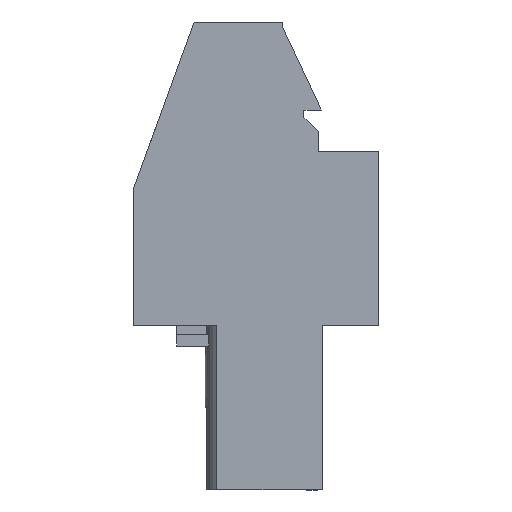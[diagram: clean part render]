
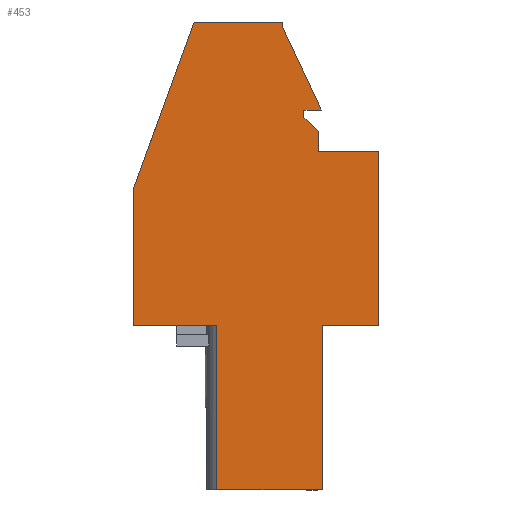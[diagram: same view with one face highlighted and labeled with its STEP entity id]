
A CAD part, left-side view. The second image highlights one B-rep face of the part: STEP entity #453.
In plain terms, the highlighted planar face has unit normal (-1, 0, 0).
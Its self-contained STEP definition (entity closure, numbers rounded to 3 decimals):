
#337=AXIS2_PLACEMENT_3D('Plane Axis2P3D',#334,#335,#336) ;
#49=CARTESIAN_POINT('Vertex',(0.,2.711,7.95)) ;
#52=CARTESIAN_POINT('Line Origine',(0.,2.711,3.975)) ;
#56=CARTESIAN_POINT('Vertex',(0.,2.711,0.)) ;
#107=CARTESIAN_POINT('Line Origine',(0.,1.356,7.95)) ;
#111=CARTESIAN_POINT('Vertex',(0.,0.,7.95)) ;
#334=CARTESIAN_POINT('Axis2P3D Location',(0.,12.132,0.)) ;
#339=CARTESIAN_POINT('Line Origine',(0.,5.261,0.)) ;
#343=CARTESIAN_POINT('Vertex',(0.,7.811,0.)) ;
#346=CARTESIAN_POINT('Line Origine',(0.,0.,12.15)) ;
#350=CARTESIAN_POINT('Vertex',(0.,0.,16.35)) ;
#353=CARTESIAN_POINT('Line Origine',(0.,1.45,16.35)) ;
#357=CARTESIAN_POINT('Vertex',(0.,2.9,16.35)) ;
#360=CARTESIAN_POINT('Line Origine',(0.,2.9,16.825)) ;
#364=CARTESIAN_POINT('Vertex',(0.,2.9,17.3)) ;
#367=CARTESIAN_POINT('Line Origine',(0.,3.25,17.65)) ;
#371=CARTESIAN_POINT('Vertex',(0.,3.6,18.)) ;
#374=CARTESIAN_POINT('Line Origine',(0.,3.6,18.175)) ;
#378=CARTESIAN_POINT('Vertex',(0.,3.6,18.35)) ;
#381=CARTESIAN_POINT('Line Origine',(0.,3.18,18.35)) ;
#385=CARTESIAN_POINT('Vertex',(0.,2.76,18.35)) ;
#388=CARTESIAN_POINT('Line Origine',(0.,3.704,20.375)) ;
#392=CARTESIAN_POINT('Vertex',(0.,4.649,22.4)) ;
#395=CARTESIAN_POINT('Line Origine',(0.,4.649,22.5)) ;
#399=CARTESIAN_POINT('Vertex',(0.,4.649,22.6)) ;
#402=CARTESIAN_POINT('Line Origine',(0.,6.778,22.6)) ;
#406=CARTESIAN_POINT('Vertex',(0.,8.908,22.6)) ;
#409=CARTESIAN_POINT('Line Origine',(0.,10.369,18.586)) ;
#413=CARTESIAN_POINT('Vertex',(0.,11.83,14.572)) ;
#416=CARTESIAN_POINT('Line Origine',(0.,11.83,11.261)) ;
#420=CARTESIAN_POINT('Vertex',(0.,11.83,7.95)) ;
#423=CARTESIAN_POINT('Line Origine',(0.,9.821,7.95)) ;
#427=CARTESIAN_POINT('Vertex',(0.,7.811,7.95)) ;
#430=CARTESIAN_POINT('Line Origine',(0.,7.811,3.975)) ;
#53=DIRECTION('Vector Direction',(0.,0.,1.)) ;
#108=DIRECTION('Vector Direction',(0.,1.,0.)) ;
#335=DIRECTION('Axis2P3D Direction',(-1.,0.,0.)) ;
#336=DIRECTION('Axis2P3D XDirection',(0.,-1.,0.)) ;
#340=DIRECTION('Vector Direction',(0.,1.,0.)) ;
#347=DIRECTION('Vector Direction',(0.,0.,1.)) ;
#354=DIRECTION('Vector Direction',(0.,1.,0.)) ;
#361=DIRECTION('Vector Direction',(0.,0.,1.)) ;
#368=DIRECTION('Vector Direction',(0.,0.707,0.707)) ;
#375=DIRECTION('Vector Direction',(0.,0.,1.)) ;
#382=DIRECTION('Vector Direction',(0.,-1.,0.)) ;
#389=DIRECTION('Vector Direction',(0.,0.423,0.906)) ;
#396=DIRECTION('Vector Direction',(0.,0.,1.)) ;
#403=DIRECTION('Vector Direction',(0.,1.,0.)) ;
#410=DIRECTION('Vector Direction',(0.,0.342,-0.94)) ;
#417=DIRECTION('Vector Direction',(0.,0.,1.)) ;
#424=DIRECTION('Vector Direction',(0.,-1.,0.)) ;
#431=DIRECTION('Vector Direction',(0.,0.,-1.)) ;
#54=VECTOR('Line Direction',#53,1.) ;
#109=VECTOR('Line Direction',#108,1.) ;
#341=VECTOR('Line Direction',#340,1.) ;
#348=VECTOR('Line Direction',#347,1.) ;
#355=VECTOR('Line Direction',#354,1.) ;
#362=VECTOR('Line Direction',#361,1.) ;
#369=VECTOR('Line Direction',#368,1.) ;
#376=VECTOR('Line Direction',#375,1.) ;
#383=VECTOR('Line Direction',#382,1.) ;
#390=VECTOR('Line Direction',#389,1.) ;
#397=VECTOR('Line Direction',#396,1.) ;
#404=VECTOR('Line Direction',#403,1.) ;
#411=VECTOR('Line Direction',#410,1.) ;
#418=VECTOR('Line Direction',#417,1.) ;
#425=VECTOR('Line Direction',#424,1.) ;
#432=VECTOR('Line Direction',#431,1.) ;
#436=ORIENTED_EDGE('',*,*,#345,.T.) ;
#437=ORIENTED_EDGE('',*,*,#58,.T.) ;
#438=ORIENTED_EDGE('',*,*,#113,.T.) ;
#439=ORIENTED_EDGE('',*,*,#352,.T.) ;
#440=ORIENTED_EDGE('',*,*,#359,.T.) ;
#441=ORIENTED_EDGE('',*,*,#366,.T.) ;
#442=ORIENTED_EDGE('',*,*,#373,.T.) ;
#443=ORIENTED_EDGE('',*,*,#380,.T.) ;
#444=ORIENTED_EDGE('',*,*,#387,.T.) ;
#445=ORIENTED_EDGE('',*,*,#394,.T.) ;
#446=ORIENTED_EDGE('',*,*,#401,.T.) ;
#447=ORIENTED_EDGE('',*,*,#408,.T.) ;
#448=ORIENTED_EDGE('',*,*,#415,.T.) ;
#449=ORIENTED_EDGE('',*,*,#422,.T.) ;
#450=ORIENTED_EDGE('',*,*,#429,.F.) ;
#451=ORIENTED_EDGE('',*,*,#434,.T.) ;
#453=ADVANCED_FACE('HOUSING',(#452),#338,.T.) ;
#58=EDGE_CURVE('',#57,#50,#55,.T.) ;
#113=EDGE_CURVE('',#50,#112,#110,.F.) ;
#345=EDGE_CURVE('',#344,#57,#342,.F.) ;
#352=EDGE_CURVE('',#112,#351,#349,.T.) ;
#359=EDGE_CURVE('',#351,#358,#356,.T.) ;
#366=EDGE_CURVE('',#358,#365,#363,.T.) ;
#373=EDGE_CURVE('',#365,#372,#370,.T.) ;
#380=EDGE_CURVE('',#372,#379,#377,.T.) ;
#387=EDGE_CURVE('',#379,#386,#384,.T.) ;
#394=EDGE_CURVE('',#386,#393,#391,.T.) ;
#401=EDGE_CURVE('',#393,#400,#398,.T.) ;
#408=EDGE_CURVE('',#400,#407,#405,.T.) ;
#415=EDGE_CURVE('',#407,#414,#412,.T.) ;
#422=EDGE_CURVE('',#414,#421,#419,.F.) ;
#429=EDGE_CURVE('',#428,#421,#426,.F.) ;
#434=EDGE_CURVE('',#428,#344,#433,.T.) ;
#435=EDGE_LOOP('',(#436,#437,#438,#439,#440,#441,#442,#443,#444,#445,#446,#447,#448,#449,#450,#451)) ;
#452=FACE_OUTER_BOUND('',#435,.T.) ;
#55=LINE('Line',#52,#54) ;
#110=LINE('Line',#107,#109) ;
#342=LINE('Line',#339,#341) ;
#349=LINE('Line',#346,#348) ;
#356=LINE('Line',#353,#355) ;
#363=LINE('Line',#360,#362) ;
#370=LINE('Line',#367,#369) ;
#377=LINE('Line',#374,#376) ;
#384=LINE('Line',#381,#383) ;
#391=LINE('Line',#388,#390) ;
#398=LINE('Line',#395,#397) ;
#405=LINE('Line',#402,#404) ;
#412=LINE('Line',#409,#411) ;
#419=LINE('Line',#416,#418) ;
#426=LINE('Line',#423,#425) ;
#433=LINE('Line',#430,#432) ;
#338=PLANE('',#337) ;
#50=VERTEX_POINT('',#49) ;
#57=VERTEX_POINT('',#56) ;
#112=VERTEX_POINT('',#111) ;
#344=VERTEX_POINT('',#343) ;
#351=VERTEX_POINT('',#350) ;
#358=VERTEX_POINT('',#357) ;
#365=VERTEX_POINT('',#364) ;
#372=VERTEX_POINT('',#371) ;
#379=VERTEX_POINT('',#378) ;
#386=VERTEX_POINT('',#385) ;
#393=VERTEX_POINT('',#392) ;
#400=VERTEX_POINT('',#399) ;
#407=VERTEX_POINT('',#406) ;
#414=VERTEX_POINT('',#413) ;
#421=VERTEX_POINT('',#420) ;
#428=VERTEX_POINT('',#427) ;
